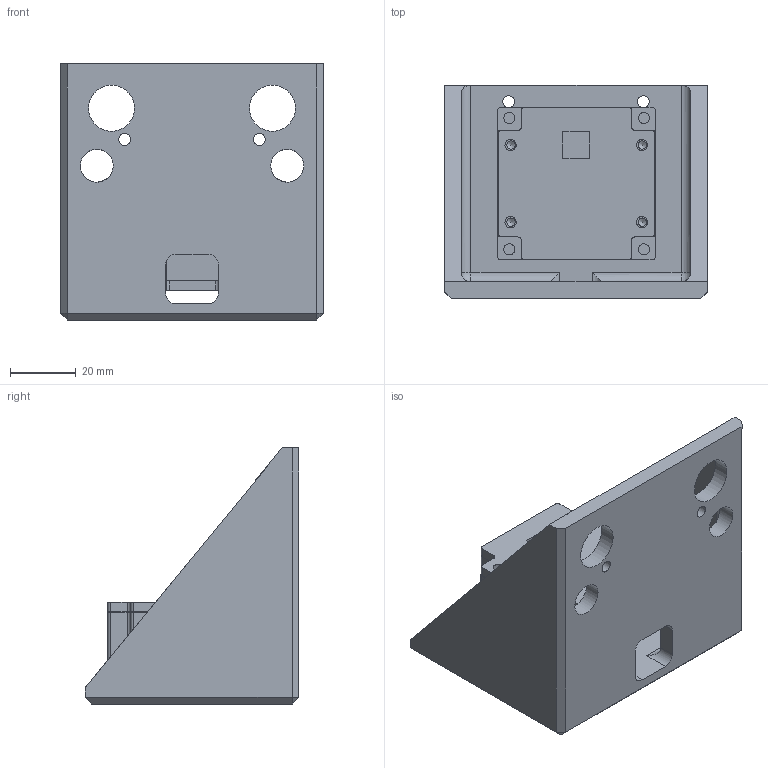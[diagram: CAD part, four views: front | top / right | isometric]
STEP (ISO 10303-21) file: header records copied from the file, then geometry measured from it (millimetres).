
FILE_DESCRIPTION(/* description */ (''),/* implementation_level */ '2;1');
FILE_NAME(/* name */ 'camera_assembly.step',/* time_stamp */ '2024-06-08T23:06:38+07:00',/* author */ (''),/* organization */ (''),/* preprocessor_version */ 'ST-DEVELOPER v20',/* originating_system */ 'Autodesk Translation Framework v12.14.0.127',/* authorisation */ '');
FILE_SCHEMA (('AUTOMOTIVE_DESIGN { 1 0 10303 214 3 1 1 }'));
Length unit declared in the file: millimetre
Products named in the file (4): Camera Assembly; ESP32-CAM_lid; ESP32-CAM_base; ESP32-CAM_bracket
Assembly tree (3 placements, depth 2):
  Camera Assembly
    ESP32-CAM_lid
    ESP32-CAM_base
    ESP32-CAM_bracket
Bounding box: 80 x 65 x 78 mm (x, y, z)
Volume: 98361.1 mm3; surface area: 46296.9 mm2
Topology: 3 solids, 3 shells, 143 faces, 396 edges, 256 vertices
Faces by surface type: plane 75, cylinder 62, cone 4, sphere 2
Full cylindrical faces by diameter (mm): 2.529 x4, 3.4 x8, 3.6 x6, 10 x2, 14 x2
Entity records: 4760 total; most frequent: CARTESIAN_POINT 826, DIRECTION 812, ORIENTED_EDGE 784, EDGE_CURVE 392, AXIS2_PLACEMENT_3D 273, LINE 266, VECTOR 266, VERTEX_POINT 256
